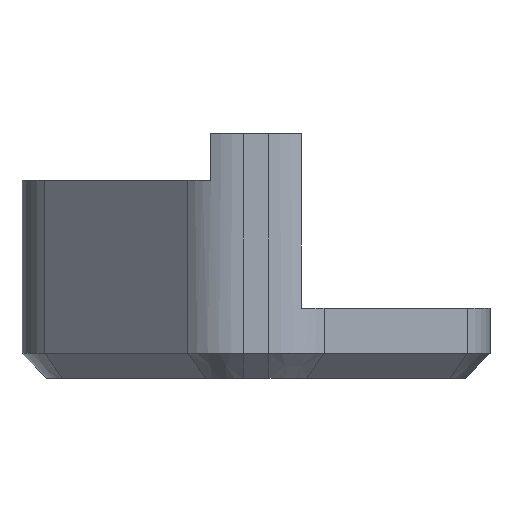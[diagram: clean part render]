
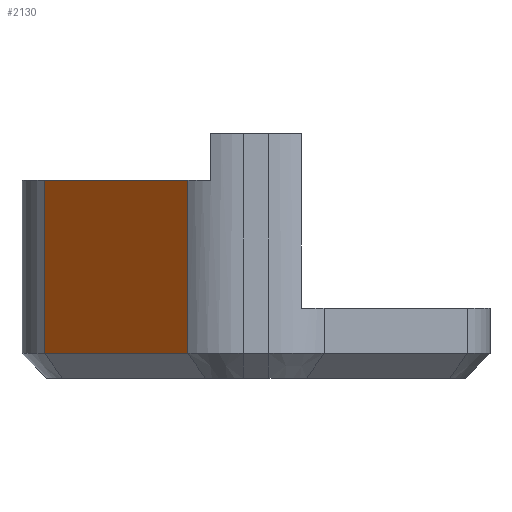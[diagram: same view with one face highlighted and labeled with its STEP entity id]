
A CAD part, left-side view. The second image highlights one B-rep face of the part: STEP entity #2130.
In plain terms, the highlighted planar face has unit normal (-0.707, 0.707, 0).
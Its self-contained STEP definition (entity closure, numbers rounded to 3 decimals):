
#225=FACE_OUTER_BOUND('',#343,.T.);
#343=EDGE_LOOP('',(#1521,#1522,#1523,#1524));
#465=LINE('',#3207,#673);
#506=LINE('',#3325,#714);
#507=LINE('',#3329,#715);
#508=LINE('',#3330,#716);
#673=VECTOR('',#2516,10.);
#714=VECTOR('',#2639,10.);
#715=VECTOR('',#2644,10.);
#716=VECTOR('',#2645,10.);
#877=VERTEX_POINT('',#3204);
#878=VERTEX_POINT('',#3206);
#914=VERTEX_POINT('',#3324);
#915=VERTEX_POINT('',#3328);
#1093=EDGE_CURVE('',#877,#878,#465,.T.);
#1153=EDGE_CURVE('',#878,#914,#506,.T.);
#1155=EDGE_CURVE('',#915,#877,#507,.T.);
#1156=EDGE_CURVE('',#915,#914,#508,.T.);
#1521=ORIENTED_EDGE('',*,*,#1093,.F.);
#1522=ORIENTED_EDGE('',*,*,#1155,.F.);
#1523=ORIENTED_EDGE('',*,*,#1156,.T.);
#1524=ORIENTED_EDGE('',*,*,#1153,.F.);
#2055=PLANE('',#2284);
#2130=ADVANCED_FACE('',(#225),#2055,.T.);
#2284=AXIS2_PLACEMENT_3D('',#3327,#2642,#2643);
#2516=DIRECTION('',(0.707,0.707,0.));
#2639=DIRECTION('',(0.,0.,1.));
#2642=DIRECTION('center_axis',(-0.707,0.707,0.));
#2643=DIRECTION('ref_axis',(0.,0.,1.));
#2644=DIRECTION('',(0.,0.,-1.));
#2645=DIRECTION('',(0.707,0.707,0.));
#3204=CARTESIAN_POINT('',(163.081,2.557,1.55));
#3206=CARTESIAN_POINT('',(167.667,7.143,1.55));
#3207=CARTESIAN_POINT('',(167.624,7.1,1.55));
#3324=CARTESIAN_POINT('',(167.667,7.143,7.1));
#3325=CARTESIAN_POINT('',(167.667,7.143,1.305));
#3327=CARTESIAN_POINT('Origin',(165.374,4.85,1.305));
#3328=CARTESIAN_POINT('',(163.081,2.557,7.1));
#3329=CARTESIAN_POINT('',(163.081,2.557,1.305));
#3330=CARTESIAN_POINT('',(164.314,3.79,7.1));
